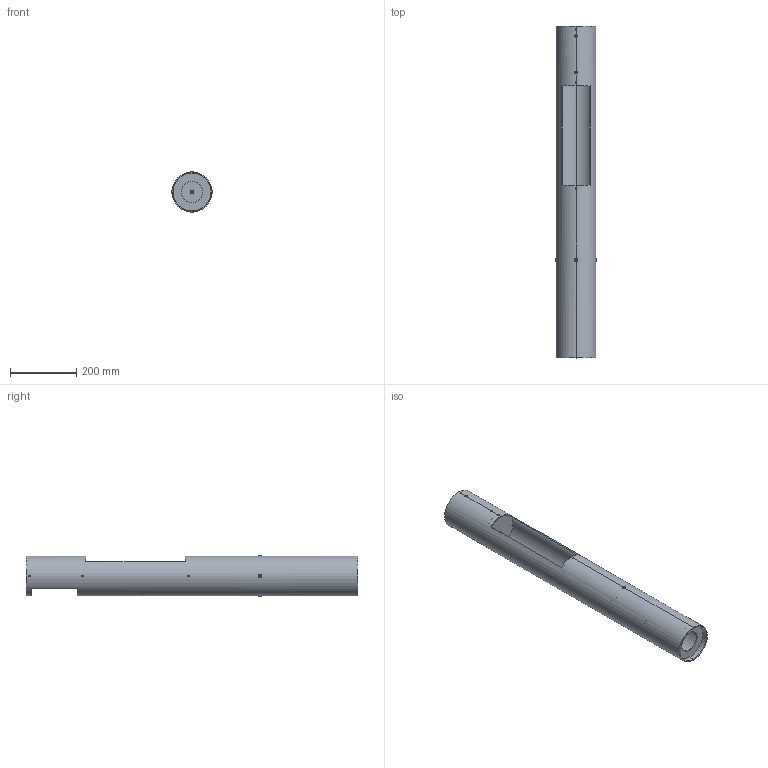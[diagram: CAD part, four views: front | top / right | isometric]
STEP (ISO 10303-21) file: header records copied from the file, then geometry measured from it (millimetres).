
FILE_DESCRIPTION (( 'STEP AP214' ), '1' );
FILE_NAME ('Body Assembly.STEP', '2025-01-06T08:00:54', ( '' ), ( '' ), 'SwSTEP 2.0', 'SolidWorks 2024', '' );
FILE_SCHEMA (( 'AUTOMOTIVE_DESIGN' ));
Length unit declared in the file: millimetre
Products named in the file (7): M5 12MM HEX HEAD_97763A821; Thrust Plate; Body Assembly; Bottom Parachute Plate; BodyTube; Parachute Plate Assembly; Centering Ring
Assembly tree (11 placements, depth 3):
  Body Assembly
    BodyTube
    Thrust Plate
    Centering Ring  x2
    Parachute Plate Assembly  x2
      Bottom Parachute Plate
    M5 12MM HEX HEAD_97763A821  x4
Bounding box: 125.5 x 1000 x 125.5 mm (x, y, z)
Volume: 1331774.9 mm3; surface area: 763645.2 mm2
Topology: 10 solids, 10 shells, 243 faces, 640 edges, 384 vertices
Faces by surface type: cylinder 100, cone 74, plane 61, sphere 8
Entity records: 7364 total; most frequent: CARTESIAN_POINT 3533, ORIENTED_EDGE 826, DIRECTION 665, EDGE_CURVE 413, VERTEX_POINT 266, AXIS2_PLACEMENT_3D 256, EDGE_LOOP 171, B_SPLINE_CURVE_WITH_KNOTS 159
